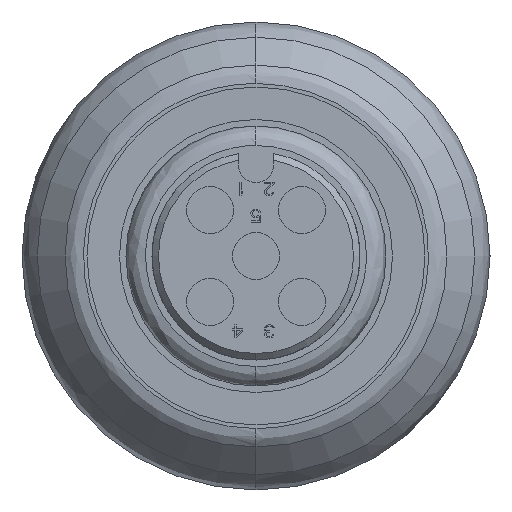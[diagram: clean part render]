
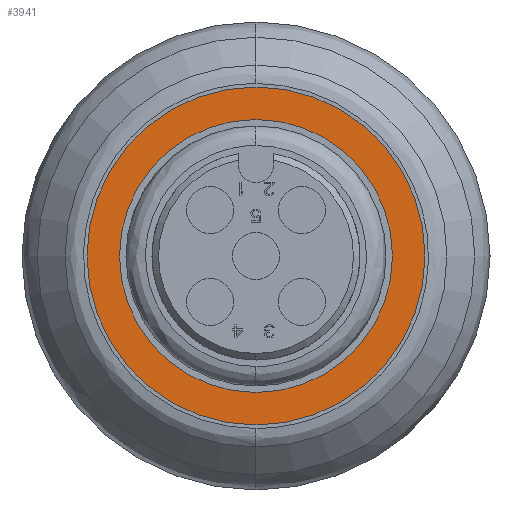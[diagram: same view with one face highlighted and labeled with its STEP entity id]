
A CAD part, left-side view. The second image highlights one B-rep face of the part: STEP entity #3941.
In plain terms, the highlighted planar face has unit normal (-1, 0, 0).
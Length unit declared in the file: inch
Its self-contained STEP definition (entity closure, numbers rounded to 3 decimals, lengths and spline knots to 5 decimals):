
#123 = CIRCLE ( 'NONE', #9962, 0.20669 ) ;
#550 = CARTESIAN_POINT ( 'NONE',  ( 0.05906, 0., -0.25591 ) ) ;
#1231 = DIRECTION ( 'NONE',  ( -1., 0., 0. ) ) ;
#1238 = ORIENTED_EDGE ( 'NONE', *, *, #7157, .F. ) ;
#1307 = EDGE_CURVE ( 'NONE', #8795, #5042, #6271, .T. ) ;
#1350 = CARTESIAN_POINT ( 'NONE',  ( 0.05906, 0., 0. ) ) ;
#1454 = DIRECTION ( 'NONE',  ( 0., 0., -1. ) ) ;
#1814 = CARTESIAN_POINT ( 'NONE',  ( 0.05906, 0., 0. ) ) ;
#2281 = AXIS2_PLACEMENT_3D ( 'NONE', #3974, #7236, #1454 ) ;
#2399 = CIRCLE ( 'NONE', #7587, 0.20669 ) ;
#2494 = EDGE_LOOP ( 'NONE', ( #7889, #8241 ) ) ;
#2873 = AXIS2_PLACEMENT_3D ( 'NONE', #1814, #10276, #7081 ) ;
#3071 = VERTEX_POINT ( 'NONE', #10027 ) ;
#3137 = EDGE_LOOP ( 'NONE', ( #9892, #1238 ) ) ;
#3376 = DIRECTION ( 'NONE',  ( 1., 0., 0. ) ) ;
#3941 = ADVANCED_FACE ( 'NONE', ( #6684, #7384 ), #6745, .F. ) ;
#3974 = CARTESIAN_POINT ( 'NONE',  ( 0.05906, 0., 0. ) ) ;
#4200 = EDGE_CURVE ( 'NONE', #3071, #5901, #123, .T. ) ;
#5042 = VERTEX_POINT ( 'NONE', #9050 ) ;
#5448 = DIRECTION ( 'NONE',  ( -1., 0., 0. ) ) ;
#5856 = CIRCLE ( 'NONE', #2281, 0.25591 ) ;
#5901 = VERTEX_POINT ( 'NONE', #8454 ) ;
#6271 = CIRCLE ( 'NONE', #2873, 0.25591 ) ;
#6684 = FACE_BOUND ( 'NONE', #3137, .T. ) ;
#6745 = PLANE ( 'NONE',  #10272 ) ;
#7081 = DIRECTION ( 'NONE',  ( 0., 0., -1. ) ) ;
#7157 = EDGE_CURVE ( 'NONE', #5901, #3071, #2399, .T. ) ;
#7236 = DIRECTION ( 'NONE',  ( -1., 0., 0. ) ) ;
#7351 = DIRECTION ( 'NONE',  ( 0., 0., -1. ) ) ;
#7384 = FACE_OUTER_BOUND ( 'NONE', #2494, .T. ) ;
#7587 = AXIS2_PLACEMENT_3D ( 'NONE', #8074, #1231, #7351 ) ;
#7889 = ORIENTED_EDGE ( 'NONE', *, *, #1307, .T. ) ;
#8074 = CARTESIAN_POINT ( 'NONE',  ( 0.05906, 0., 0. ) ) ;
#8197 = DIRECTION ( 'NONE',  ( 0., 0., -1. ) ) ;
#8241 = ORIENTED_EDGE ( 'NONE', *, *, #8281, .T. ) ;
#8281 = EDGE_CURVE ( 'NONE', #5042, #8795, #5856, .T. ) ;
#8426 = DIRECTION ( 'NONE',  ( 0., 0., -1. ) ) ;
#8454 = CARTESIAN_POINT ( 'NONE',  ( 0.05906, 0., 0.20669 ) ) ;
#8795 = VERTEX_POINT ( 'NONE', #550 ) ;
#9050 = CARTESIAN_POINT ( 'NONE',  ( 0.05906, 0., 0.25591 ) ) ;
#9892 = ORIENTED_EDGE ( 'NONE', *, *, #4200, .F. ) ;
#9962 = AXIS2_PLACEMENT_3D ( 'NONE', #1350, #5448, #8197 ) ;
#10027 = CARTESIAN_POINT ( 'NONE',  ( 0.05906, 0., -0.20669 ) ) ;
#10272 = AXIS2_PLACEMENT_3D ( 'NONE', #10787, #3376, #8426 ) ;
#10276 = DIRECTION ( 'NONE',  ( -1., 0., 0. ) ) ;
#10787 = CARTESIAN_POINT ( 'NONE',  ( 0.05906, 0.20669, 0. ) ) ;
